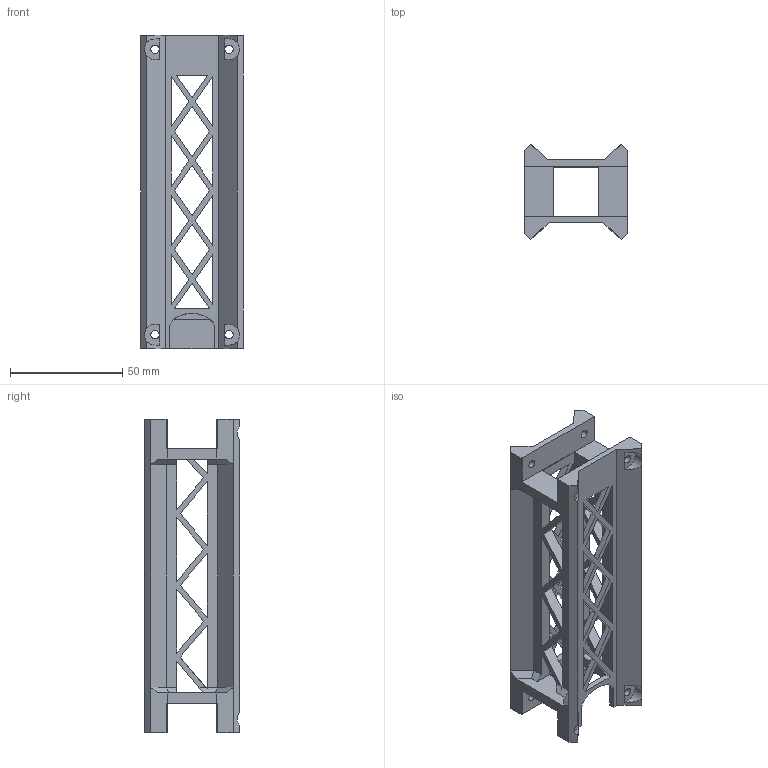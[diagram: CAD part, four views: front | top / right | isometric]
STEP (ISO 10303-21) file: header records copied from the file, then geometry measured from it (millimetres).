
FILE_DESCRIPTION(/* description */ (''),/* implementation_level */ '2;1');
FILE_NAME(/* name */ 'BicepArmPortion v1.step',/* time_stamp */ '2019-04-11T14:23:00-04:00',/* author */ ('nicksimp97'),/* organization */ (''),/* preprocessor_version */ 'ST-DEVELOPER v18',/* originating_system */ 'Autodesk Translation Framework v8.2.0.1029',/* authorisation */ '');
FILE_SCHEMA (('AUTOMOTIVE_DESIGN { 1 0 10303 214 3 1 1 }'));
Length unit declared in the file: millimetre
Products named in the file (2): BicepArmPortion; Arm
Assembly tree (1 placements, depth 2):
  BicepArmPortion
    Arm
Bounding box: 45.72 x 42.29 x 139.7 mm (x, y, z)
Volume: 56837.3 mm3; surface area: 38873.2 mm2
Topology: 1 solids, 1 shells, 233 faces, 694 edges, 453 vertices
Faces by surface type: plane 215, cylinder 16, bspline 2
Full cylindrical faces by diameter (mm): 3.683 x8
Entity records: 8137 total; most frequent: CARTESIAN_POINT 1625, ORIENTED_EDGE 1388, DIRECTION 1199, EDGE_CURVE 694, LINE 641, VECTOR 641, VERTEX_POINT 453, EDGE_LOOP 325
